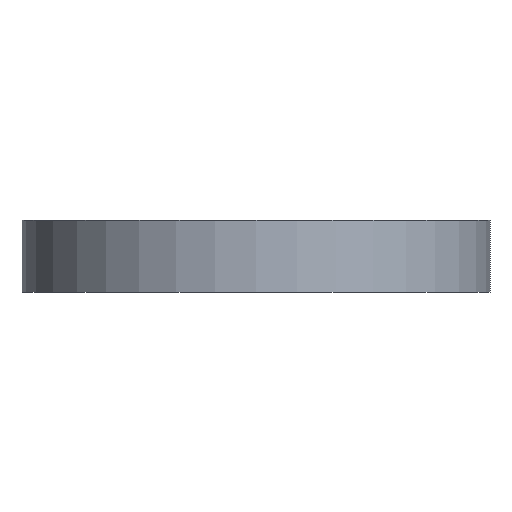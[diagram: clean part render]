
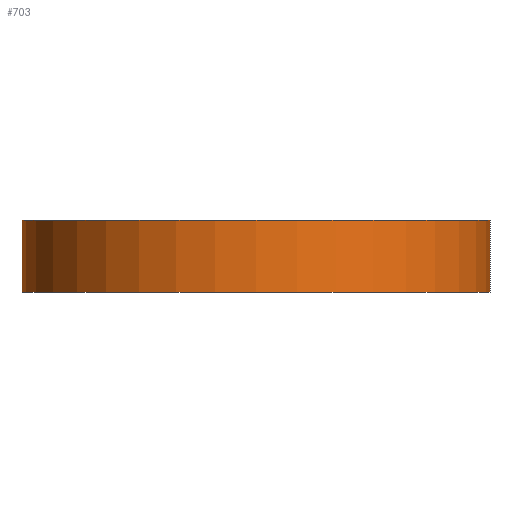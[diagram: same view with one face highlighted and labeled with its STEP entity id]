
A CAD part, front view. The second image highlights one B-rep face of the part: STEP entity #703.
In plain terms, the highlighted cylindrical face has radius 13 mm (diameter 26 mm), a partial arc.
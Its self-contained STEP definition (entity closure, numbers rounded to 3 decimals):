
#60 = VECTOR ( 'NONE', #362, 1000. ) ;
#64 = CARTESIAN_POINT ( 'NONE',  ( 0., 0., 4. ) ) ;
#68 = CARTESIAN_POINT ( 'NONE',  ( -13., 0., 4. ) ) ;
#72 = DIRECTION ( 'NONE',  ( 0., 0., 1. ) ) ;
#75 = DIRECTION ( 'NONE',  ( 1., 0., 0. ) ) ;
#98 = ORIENTED_EDGE ( 'NONE', *, *, #765, .F. ) ;
#103 = CARTESIAN_POINT ( 'NONE',  ( 13., 0., 4. ) ) ;
#166 = EDGE_CURVE ( 'NONE', #532, #501, #459, .T. ) ;
#209 = DIRECTION ( 'NONE',  ( 1., 0., 0. ) ) ;
#254 = CARTESIAN_POINT ( 'NONE',  ( -13., 0., -36.77 ) ) ;
#300 = ORIENTED_EDGE ( 'NONE', *, *, #344, .T. ) ;
#318 = CIRCLE ( 'NONE', #779, 13. ) ;
#344 = EDGE_CURVE ( 'NONE', #513, #636, #610, .T. ) ;
#351 = CYLINDRICAL_SURFACE ( 'NONE', #576, 13. ) ;
#358 = AXIS2_PLACEMENT_3D ( 'NONE', #64, #569, #75 ) ;
#362 = DIRECTION ( 'NONE',  ( 0., 0., 1. ) ) ;
#378 = ORIENTED_EDGE ( 'NONE', *, *, #586, .F. ) ;
#459 = LINE ( 'NONE', #254, #628 ) ;
#466 = DIRECTION ( 'NONE',  ( 1., 0., 0. ) ) ;
#496 = CARTESIAN_POINT ( 'NONE',  ( 0., 0., 0. ) ) ;
#499 = CARTESIAN_POINT ( 'NONE',  ( 13., 0., 0. ) ) ;
#501 = VERTEX_POINT ( 'NONE', #68 ) ;
#513 = VERTEX_POINT ( 'NONE', #499 ) ;
#532 = VERTEX_POINT ( 'NONE', #696 ) ;
#537 = CIRCLE ( 'NONE', #358, 13. ) ;
#547 = CARTESIAN_POINT ( 'NONE',  ( 0., 0., -36.77 ) ) ;
#569 = DIRECTION ( 'NONE',  ( 0., 0., 1. ) ) ;
#576 = AXIS2_PLACEMENT_3D ( 'NONE', #547, #709, #466 ) ;
#586 = EDGE_CURVE ( 'NONE', #513, #532, #318, .T. ) ;
#608 = CARTESIAN_POINT ( 'NONE',  ( 13., 0., -36.77 ) ) ;
#610 = LINE ( 'NONE', #608, #60 ) ;
#628 = VECTOR ( 'NONE', #72, 1000. ) ;
#636 = VERTEX_POINT ( 'NONE', #103 ) ;
#653 = FACE_OUTER_BOUND ( 'NONE', #766, .T. ) ;
#696 = CARTESIAN_POINT ( 'NONE',  ( -13., 0., 0. ) ) ;
#703 = ADVANCED_FACE ( 'NONE', ( #653 ), #351, .T. ) ;
#709 = DIRECTION ( 'NONE',  ( 0., 0., 1. ) ) ;
#730 = ORIENTED_EDGE ( 'NONE', *, *, #166, .F. ) ;
#752 = DIRECTION ( 'NONE',  ( 0., 0., -1. ) ) ;
#765 = EDGE_CURVE ( 'NONE', #501, #636, #537, .T. ) ;
#766 = EDGE_LOOP ( 'NONE', ( #730, #378, #300, #98 ) ) ;
#779 = AXIS2_PLACEMENT_3D ( 'NONE', #496, #752, #209 ) ;
